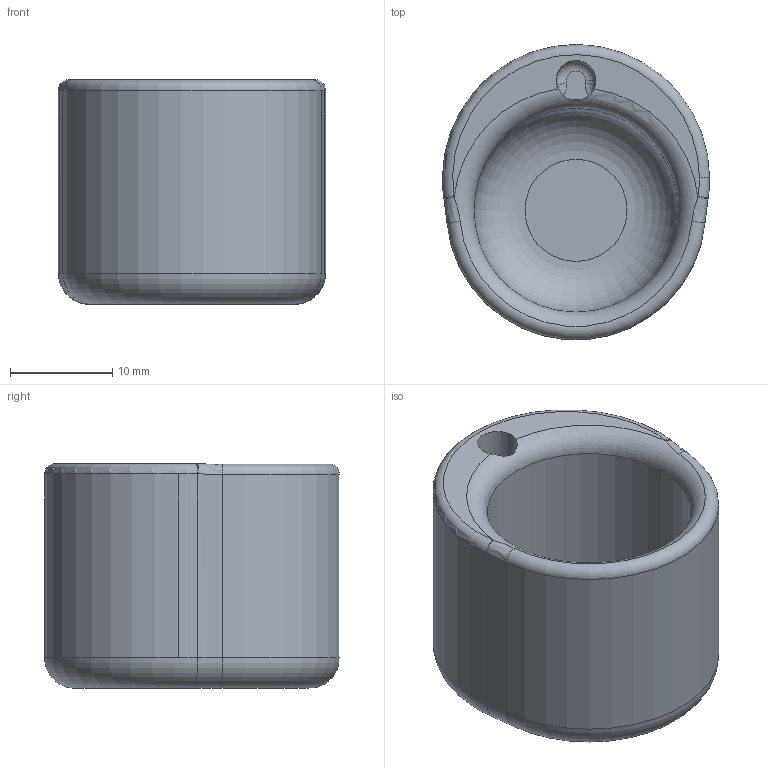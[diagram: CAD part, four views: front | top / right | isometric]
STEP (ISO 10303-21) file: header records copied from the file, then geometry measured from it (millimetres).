
FILE_DESCRIPTION(('HOOPS Exchange Step'),'2;1');
FILE_NAME('temp_export','2025-06-12T16:54:20-04:00',('anwaypimpalkar'),('Shapr3D Limited'),'HOOPS Exchange 2024.2','Shapr3D','Authorized');
FILE_SCHEMA( ('AUTOMOTIVE_DESIGN { 1 0 10303 214 1 1 1 1 }') );
Length unit declared in the file: millimetre
Products named in the file (1): 20mm
Bounding box: 26.16 x 28.87 x 22 mm (x, y, z)
Volume: 5615.2 mm3; surface area: 6679.8 mm2
Topology: 1 solids, 1 shells, 48 faces, 120 edges, 72 vertices
Faces by surface type: torus 24, cylinder 13, plane 6, bspline 5
Full cylindrical faces by diameter (mm): 3.9 x1, 20 x1, 20.8 x1
Entity records: 2382 total; most frequent: CARTESIAN_POINT 1179, DIRECTION 284, ORIENTED_EDGE 240, AXIS2_PLACEMENT_3D 135, EDGE_CURVE 120, CIRCLE 91, VERTEX_POINT 72, EDGE_LOOP 48
